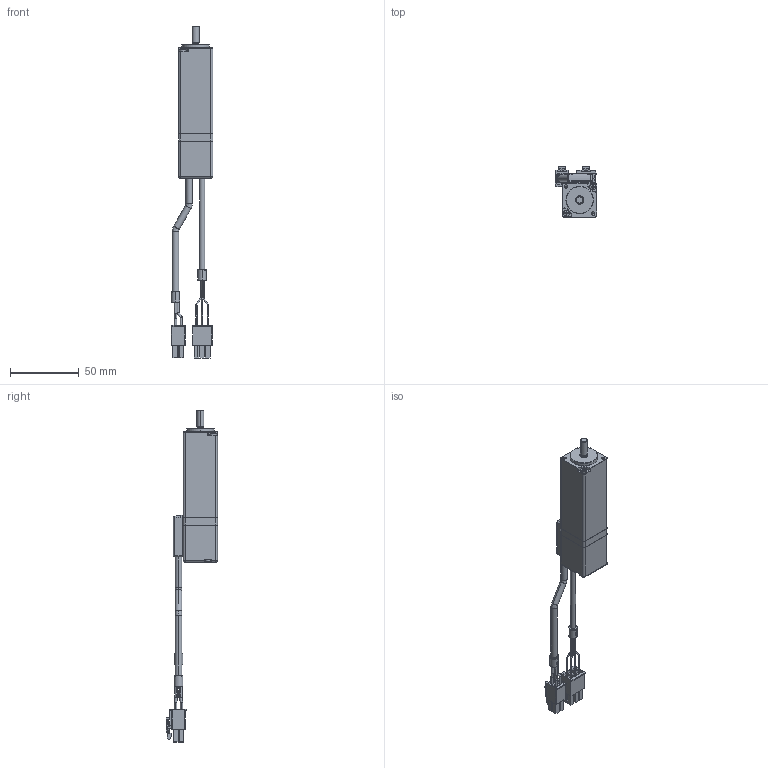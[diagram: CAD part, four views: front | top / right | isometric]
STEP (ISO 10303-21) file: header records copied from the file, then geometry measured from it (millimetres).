
FILE_DESCRIPTION (( 'STEP AP203' ), '1' );
FILE_NAME ('SV-X6MN005A-N6PA.STEP', '2019-10-24T01:07:50', ( '' ), ( '' ), 'SwSTEP 2.0', 'SolidWorks 2016', '' );
FILE_SCHEMA (( 'CONFIG_CONTROL_DESIGN' ));
Length unit declared in the file: millimetre
Products named in the file (1): SV-X6MN005A-N6PA
Bounding box: 30.35 x 37.2 x 241.91 mm (x, y, z)
Volume: 70771.3 mm3; surface area: 20351.6 mm2
Topology: 1 solids, 4 shells, 705 faces, 1839 edges, 1169 vertices
Faces by surface type: plane 402, cylinder 219, bspline 55, cone 29
Entity records: 22645 total; most frequent: CARTESIAN_POINT 5807, ORIENTED_EDGE 3670, DIRECTION 3272, EDGE_CURVE 1835, VECTOR 1212, LINE 1212, VERTEX_POINT 1169, AXIS2_PLACEMENT_3D 1030
